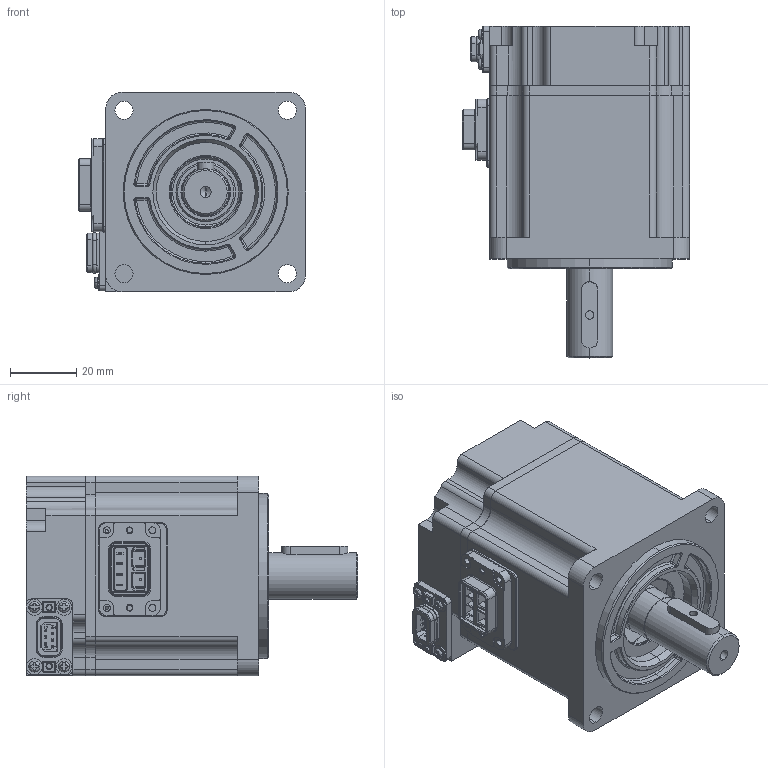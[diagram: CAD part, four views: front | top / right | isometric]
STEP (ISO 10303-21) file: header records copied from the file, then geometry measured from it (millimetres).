
FILE_DESCRIPTION (( 'STEP AP214' ), '1' );
FILE_NAME ('RSDA-200W-C.STEP', '2024-04-02T06:26:54', ( '' ), ( '' ), 'SwSTEP 2.0', 'SolidWorks 2023', '' );
FILE_SCHEMA (( 'AUTOMOTIVE_DESIGN' ));
Length unit declared in the file: millimetre
Products named in the file (9): SC-MC6P-AE2G-F0&G0（电机动线端）; S60DG-B-015DY; RSDA-200W-C; 键5x20; ZH-D40-003.step; 60SF200一体机壳; 60SF400-K1445-024; 60伺服后罩H18; SC-MC7P-A60G-00-7xin（电机编码器端）
Assembly tree (8 placements, depth 2):
  RSDA-200W-C
    60SF400-K1445-024
    S60DG-B-015DY
    ZH-D40-003.step
    60伺服后罩H18
    键5x20
    60SF200一体机壳
    SC-MC6P-AE2G-F0&G0（电机动线端）
    SC-MC7P-A60G-00-7xin（电机编码器端）
Bounding box: 68.8 x 100.5 x 60.5 mm (x, y, z)
Volume: 108268.4 mm3; surface area: 66641.8 mm2
Topology: 10 solids, 10 shells, 1894 faces, 4876 edges, 3100 vertices
Faces by surface type: plane 965, cylinder 677, cone 128, torus 68, bspline 36, sphere 20
Entity records: 69956 total; most frequent: CARTESIAN_POINT 23627, ORIENTED_EDGE 9676, DIRECTION 9425, EDGE_CURVE 4838, AXIS2_PLACEMENT_3D 3297, VERTEX_POINT 3100, VECTOR 2831, LINE 2831
